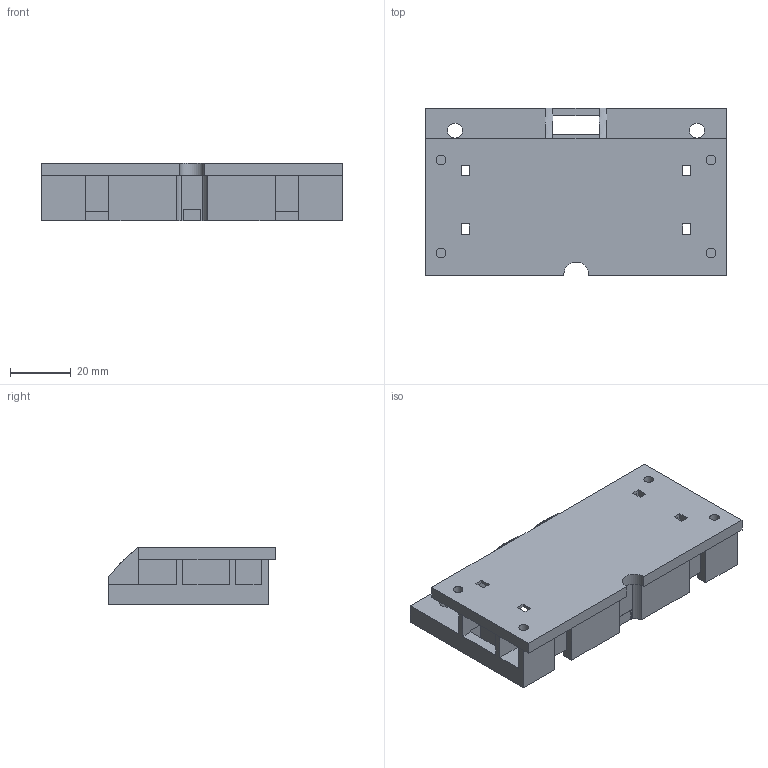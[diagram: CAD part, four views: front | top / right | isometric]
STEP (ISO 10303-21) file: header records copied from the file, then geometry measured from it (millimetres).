
FILE_DESCRIPTION(/* description */ (''),/* implementation_level */ '2;1');
FILE_NAME(/* name */ '18650_BatteryHolder_2.0.step',/* time_stamp */ '2023-05-26T22:52:27+01:00',/* author */ (''),/* organization */ (''),/* preprocessor_version */ 'ST-DEVELOPER v19.2',/* originating_system */ 'Autodesk Translation Framework v12.4.0.73',/* authorisation */ '');
FILE_SCHEMA (('AUTOMOTIVE_DESIGN { 1 0 10303 214 3 1 1 }'));
Length unit declared in the file: millimetre
Products named in the file (1): rcTransmitter_2.0
Bounding box: 98.98 x 55 x 19 mm (x, y, z)
Volume: 27809.2 mm3; surface area: 23617.9 mm2
Topology: 1 solids, 1 shells, 132 faces, 391 edges, 256 vertices
Faces by surface type: plane 121, cylinder 9, bspline 2
Full cylindrical faces by diameter (mm): 3.2 x4, 4.9 x2
Entity records: 4547 total; most frequent: CARTESIAN_POINT 954, ORIENTED_EDGE 782, DIRECTION 663, EDGE_CURVE 391, LINE 365, VECTOR 365, VERTEX_POINT 256, EDGE_LOOP 153
